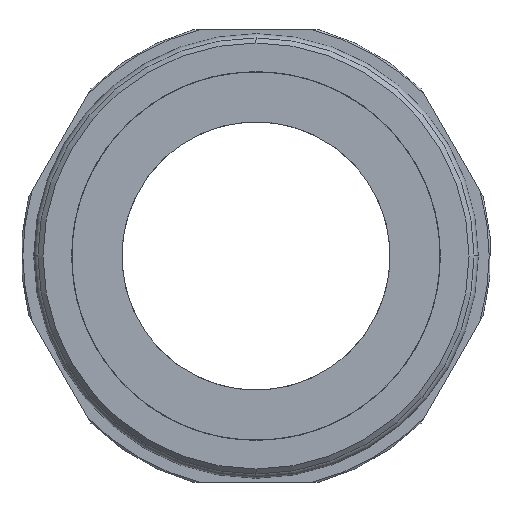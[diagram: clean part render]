
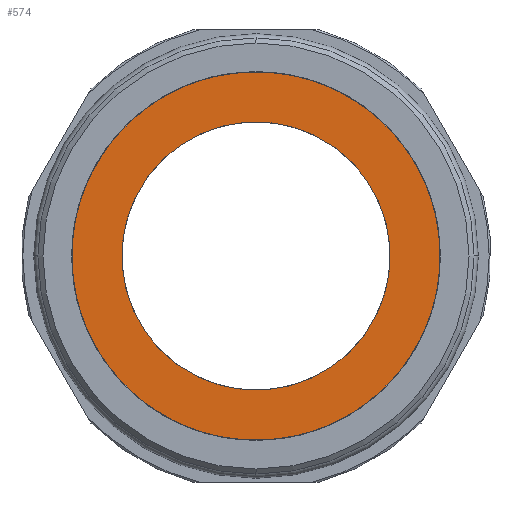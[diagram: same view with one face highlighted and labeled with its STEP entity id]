
A CAD part, front view. The second image highlights one B-rep face of the part: STEP entity #574.
In plain terms, the highlighted planar face has unit normal (0, -1, 0).
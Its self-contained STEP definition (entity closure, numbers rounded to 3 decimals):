
#574 = ADVANCED_FACE ( 'NONE', ( #3379, #3502 ), #3516, .F. ) ;
#720 = EDGE_CURVE ( 'NONE', #1174, #1168, #2628, .T. ) ;
#721 = EDGE_CURVE ( 'NONE', #1182, #1204, #2629, .T. ) ;
#728 = EDGE_CURVE ( 'NONE', #1168, #1174, #2642, .T. ) ;
#743 = EDGE_CURVE ( 'NONE', #1204, #1182, #2689, .T. ) ;
#764 = CARTESIAN_POINT ( 'NONE',  ( 0., 0., 0. ) ) ;
#768 = DIRECTION ( 'NONE',  ( 0., 0., 1. ) ) ;
#777 = CARTESIAN_POINT ( 'NONE',  ( 0., 0., 0. ) ) ;
#783 = DIRECTION ( 'NONE',  ( 0., 0., 1. ) ) ;
#797 = DIRECTION ( 'NONE',  ( 0., 1., 0. ) ) ;
#805 = DIRECTION ( 'NONE',  ( 0., 1., 0. ) ) ;
#809 = CARTESIAN_POINT ( 'NONE',  ( 0., 0., 0. ) ) ;
#844 = DIRECTION ( 'NONE',  ( 0., 1., 0. ) ) ;
#850 = DIRECTION ( 'NONE',  ( 0., 0., 1. ) ) ;
#866 = CARTESIAN_POINT ( 'NONE',  ( 0., 0., 0. ) ) ;
#869 = DIRECTION ( 'NONE',  ( 0., 1., 0. ) ) ;
#885 = DIRECTION ( 'NONE',  ( 0., 0., 1. ) ) ;
#949 = CARTESIAN_POINT ( 'NONE',  ( 0., 0., 16. ) ) ;
#960 = CARTESIAN_POINT ( 'NONE',  ( 0., 0., -22. ) ) ;
#961 = CARTESIAN_POINT ( 'NONE',  ( 0., 0., 22. ) ) ;
#996 = CARTESIAN_POINT ( 'NONE',  ( 0., 0., -16. ) ) ;
#1055 = ORIENTED_EDGE ( 'NONE', *, *, #743, .F. ) ;
#1084 = EDGE_LOOP ( 'NONE', ( #1551, #1055 ) ) ;
#1135 = EDGE_LOOP ( 'NONE', ( #3253, #3286 ) ) ;
#1168 = VERTEX_POINT ( 'NONE', #949 ) ;
#1174 = VERTEX_POINT ( 'NONE', #996 ) ;
#1182 = VERTEX_POINT ( 'NONE', #960 ) ;
#1204 = VERTEX_POINT ( 'NONE', #961 ) ;
#1551 = ORIENTED_EDGE ( 'NONE', *, *, #721, .F. ) ;
#2628 = CIRCLE ( 'NONE', #2635, 16. ) ;
#2629 = CIRCLE ( 'NONE', #2647, 22. ) ;
#2635 = AXIS2_PLACEMENT_3D ( 'NONE', #764, #797, #783 ) ;
#2642 = CIRCLE ( 'NONE', #2663, 16. ) ;
#2647 = AXIS2_PLACEMENT_3D ( 'NONE', #777, #805, #768 ) ;
#2663 = AXIS2_PLACEMENT_3D ( 'NONE', #809, #844, #850 ) ;
#2670 = AXIS2_PLACEMENT_3D ( 'NONE', #866, #869, #885 ) ;
#2689 = CIRCLE ( 'NONE', #2670, 22. ) ;
#2735 = AXIS2_PLACEMENT_3D ( 'NONE', #3510, #3572, #3565 ) ;
#3253 = ORIENTED_EDGE ( 'NONE', *, *, #720, .T. ) ;
#3286 = ORIENTED_EDGE ( 'NONE', *, *, #728, .T. ) ;
#3379 = FACE_OUTER_BOUND ( 'NONE', #1084, .T. ) ;
#3502 = FACE_BOUND ( 'NONE', #1135, .T. ) ;
#3510 = CARTESIAN_POINT ( 'NONE',  ( 0., 0., 0. ) ) ;
#3516 = PLANE ( 'NONE',  #2735 ) ;
#3565 = DIRECTION ( 'NONE',  ( 0., 0., 1. ) ) ;
#3572 = DIRECTION ( 'NONE',  ( 0., 1., 0. ) ) ;
